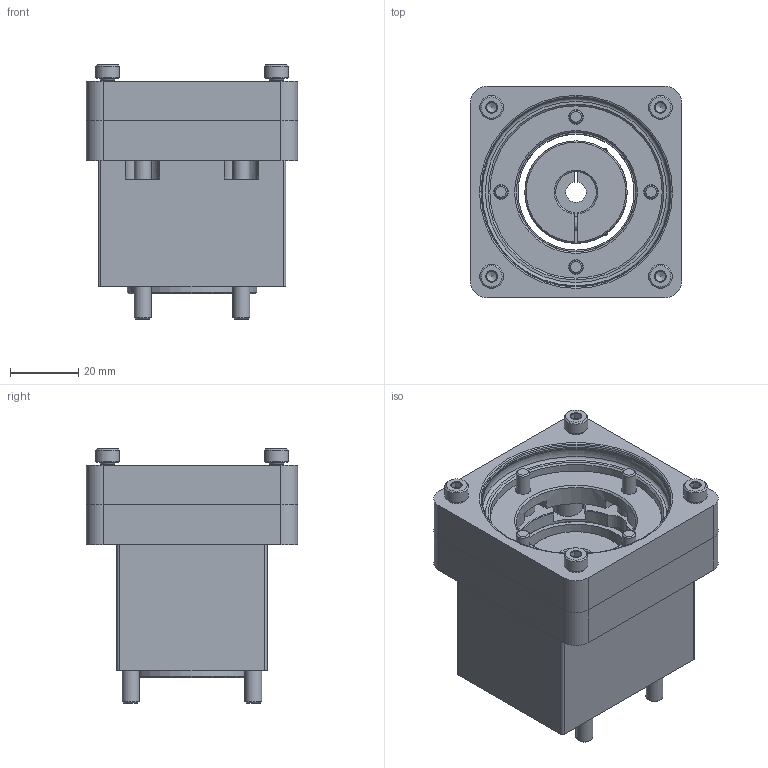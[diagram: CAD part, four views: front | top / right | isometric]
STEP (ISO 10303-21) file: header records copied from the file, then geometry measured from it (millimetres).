
FILE_DESCRIPTION(/* description */ ('STEP AP214'),/* implementation_level */ '2;1');
FILE_NAME(/* name */ '8105922_EAMM-A-S38-50GA',/* time_stamp */ '2024-08-27T04:47:36+02:00',/* author */ ('License CC BY-ND 4.0'),/* organization */ ('CADENAS'),/* preprocessor_version */ 'ST-DEVELOPER v19.3',/* originating_system */ 'PARTsolutions',/* authorisation */ ' ');
FILE_SCHEMA (('AUTOMOTIVE_DESIGN {1 0 10303 214 3 1 1}'));
Length unit declared in the file: millimetre
Products named in the file (8): 8105922 EAMM-A-S38-50GA; 3637942 EAMK-A-S38-38A/B-G2---(1O); 8123107 EAMF-A-38A-60P-G2; DIN-912 - M5x50(F); 8123109 EAMF-U-60P-50GA-S1---(ADAX); ISO-4762 M4x10; ISO-4762 M4x20; 8099435 EAMC-30-32-6-12
Assembly tree (16 placements, depth 2):
  8105922 EAMM-A-S38-50GA
    3637942 EAMK-A-S38-38A/B-G2---(1O)
    8123107 EAMF-A-38A-60P-G2
    DIN-912 - M5x50(F)  x4
    8123109 EAMF-U-60P-50GA-S1---(ADAX)
    ISO-4762 M4x10  x4
    ISO-4762 M4x20  x4
    8099435 EAMC-30-32-6-12
Bounding box: 62 x 62 x 74.6 mm (x, y, z)
Volume: 126025.4 mm3; surface area: 55960.1 mm2
Topology: 16 solids, 17 shells, 700 faces, 1721 edges, 1080 vertices
Faces by surface type: plane 314, cone 189, cylinder 188, torus 9
Full cylindrical faces by diameter (mm): 2 x12, 2.459 x4, 3.242 x6, 4 x10, 4.3 x4, 5 x4, 5.3 x4, 5.5 x8, 7 x9, 8 x1, 8.5 x4, 14.2 x1, 34 x1, 35 x1, 38 x2, 50.5 x1, 55 x1
Entity records: 13714 total; most frequent: CARTESIAN_POINT 2565, DIRECTION 2410, ORIENTED_EDGE 2084, EDGE_CURVE 1042, AXIS2_PLACEMENT_3D 987, VERTEX_POINT 739, FACE_BOUND 637, EDGE_LOOP 630
